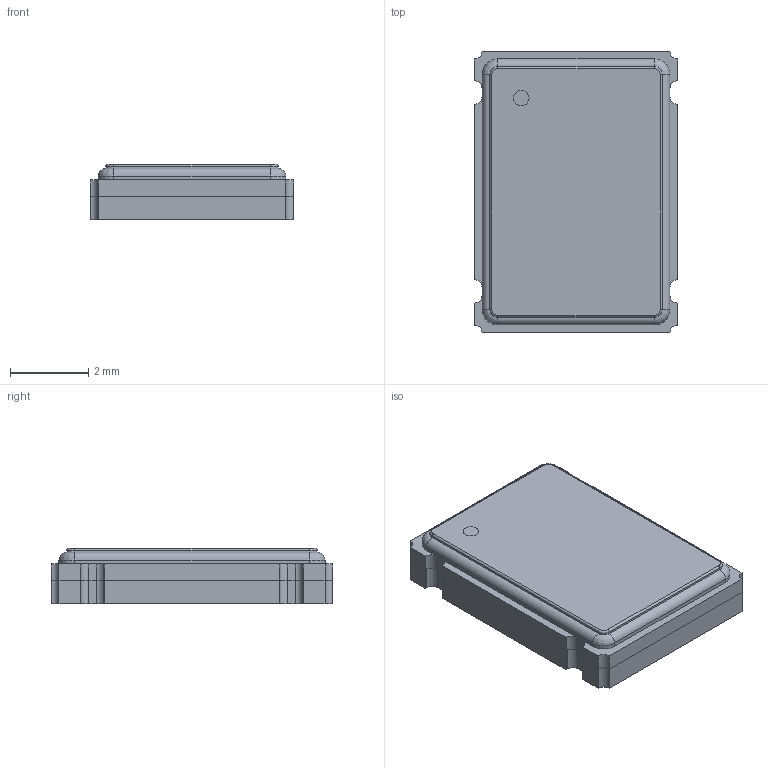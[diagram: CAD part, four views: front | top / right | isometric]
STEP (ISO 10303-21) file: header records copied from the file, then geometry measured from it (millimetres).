
FILE_DESCRIPTION((''),'2;1');
FILE_NAME('XTAL_TXC_7W.stp','2013-03-26T13:37:56',(''),(''),'Mechanical Desktop 2011','Mechanical Desktop 2011',', , ');
FILE_SCHEMA(('AUTOMOTIVE_DESIGN { 1 2 10303 214 1 1 1 1 }'));
Length unit declared in the file: millimetre
Products named in the file (1): Product
Bounding box: 5.2 x 7.2 x 1.42 mm (x, y, z)
Volume: 49.7 mm3; surface area: 322.6 mm2
Topology: 9 solids, 9 shells, 151 faces, 380 edges, 248 vertices
Faces by surface type: plane 73, cylinder 40, bspline 34, torus 4
Entity records: 4765 total; most frequent: CARTESIAN_POINT 1102, ORIENTED_EDGE 760, DIRECTION 712, EDGE_CURVE 380, VECTOR 284, LINE 284, VERTEX_POINT 248, AXIS2_PLACEMENT_3D 214
